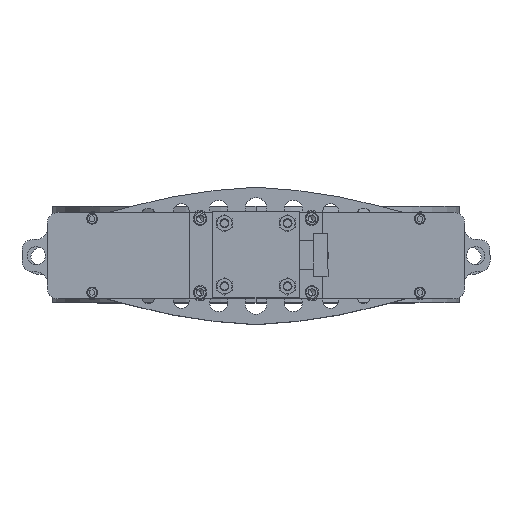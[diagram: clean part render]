
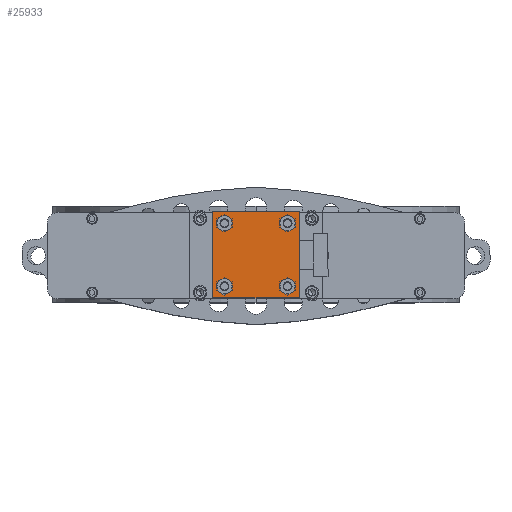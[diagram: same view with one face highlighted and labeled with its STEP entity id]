
A CAD part, top view. The second image highlights one B-rep face of the part: STEP entity #25933.
In plain terms, the highlighted planar face has unit normal (0, 0, 1).
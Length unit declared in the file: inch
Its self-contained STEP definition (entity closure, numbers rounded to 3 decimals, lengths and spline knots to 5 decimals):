
#433 = DIRECTION ( 'NONE',  ( 0., 0., -1. ) ) ;
#489 = DIRECTION ( 'NONE',  ( 0., 0., -1. ) ) ;
#560 = ORIENTED_EDGE ( 'NONE', *, *, #25265, .T. ) ;
#882 = FACE_BOUND ( 'NONE', #21459, .T. ) ;
#1317 = AXIS2_PLACEMENT_3D ( 'NONE', #15961, #20212, #24394 ) ;
#1430 = PLANE ( 'NONE',  #1317 ) ;
#1453 = DIRECTION ( 'NONE',  ( -1., 0., 0. ) ) ;
#1583 = ORIENTED_EDGE ( 'NONE', *, *, #9903, .T. ) ;
#1768 = CARTESIAN_POINT ( 'NONE',  ( 1.5, 2.3, 42. ) ) ;
#2017 = ORIENTED_EDGE ( 'NONE', *, *, #20675, .T. ) ;
#2413 = DIRECTION ( 'NONE',  ( -1., 0., 0. ) ) ;
#2483 = CARTESIAN_POINT ( 'NONE',  ( 1.095, -0.295, 42. ) ) ;
#2576 = AXIS2_PLACEMENT_3D ( 'NONE', #20251, #22567, #22299 ) ;
#2666 = CIRCLE ( 'NONE', #6250, 0.2625 ) ;
#3167 = CARTESIAN_POINT ( 'NONE',  ( 1.5, -0.7, 42. ) ) ;
#3201 = CARTESIAN_POINT ( 'NONE',  ( 1.5, 2.3, 42. ) ) ;
#3275 = LINE ( 'NONE', #16633, #21023 ) ;
#3365 = CARTESIAN_POINT ( 'NONE',  ( -1.3575, 1.895, 42. ) ) ;
#3459 = CARTESIAN_POINT ( 'NONE',  ( -1.095, -0.295, 42. ) ) ;
#4452 = CARTESIAN_POINT ( 'NONE',  ( -1.095, -0.295, 42. ) ) ;
#4954 = EDGE_CURVE ( 'NONE', #18401, #21756, #25964, .T. ) ;
#5085 = DIRECTION ( 'NONE',  ( 1., 0., 0. ) ) ;
#5219 = CARTESIAN_POINT ( 'NONE',  ( -0.8325, -0.295, 42. ) ) ;
#6027 = EDGE_CURVE ( 'NONE', #19291, #25698, #19650, .T. ) ;
#6250 = AXIS2_PLACEMENT_3D ( 'NONE', #12675, #25073, #10631 ) ;
#6311 = ORIENTED_EDGE ( 'NONE', *, *, #21662, .T. ) ;
#6324 = VECTOR ( 'NONE', #7019, 39.37008 ) ;
#6390 = ORIENTED_EDGE ( 'NONE', *, *, #15060, .T. ) ;
#6913 = ORIENTED_EDGE ( 'NONE', *, *, #6027, .T. ) ;
#6979 = AXIS2_PLACEMENT_3D ( 'NONE', #4452, #16810, #2413 ) ;
#7008 = FACE_BOUND ( 'NONE', #20676, .T. ) ;
#7019 = DIRECTION ( 'NONE',  ( 0., -1., 0. ) ) ;
#7171 = DIRECTION ( 'NONE',  ( -1., 0., 0. ) ) ;
#7184 = VECTOR ( 'NONE', #17624, 39.37008 ) ;
#7723 = CIRCLE ( 'NONE', #23199, 0.2625 ) ;
#8990 = ORIENTED_EDGE ( 'NONE', *, *, #4954, .T. ) ;
#9088 = CIRCLE ( 'NONE', #16075, 0.2625 ) ;
#9132 = CARTESIAN_POINT ( 'NONE',  ( 1.3575, 1.895, 42. ) ) ;
#9256 = CARTESIAN_POINT ( 'NONE',  ( -1.5, 2.3, 42. ) ) ;
#9903 = EDGE_CURVE ( 'NONE', #25698, #21513, #3275, .T. ) ;
#9976 = EDGE_CURVE ( 'NONE', #21513, #26416, #17480, .T. ) ;
#10631 = DIRECTION ( 'NONE',  ( -1., 0., 0. ) ) ;
#10764 = CARTESIAN_POINT ( 'NONE',  ( -1.095, 1.895, 42. ) ) ;
#11198 = FACE_BOUND ( 'NONE', #13654, .T. ) ;
#11283 = DIRECTION ( 'NONE',  ( 0., 0., -1. ) ) ;
#11830 = CARTESIAN_POINT ( 'NONE',  ( -0.8325, 1.895, 42. ) ) ;
#12449 = LINE ( 'NONE', #25621, #6324 ) ;
#12675 = CARTESIAN_POINT ( 'NONE',  ( 1.095, 1.895, 42. ) ) ;
#12799 = DIRECTION ( 'NONE',  ( -1., 0., 0. ) ) ;
#13076 = VERTEX_POINT ( 'NONE', #9132 ) ;
#13654 = EDGE_LOOP ( 'NONE', ( #8990, #25349 ) ) ;
#13828 = AXIS2_PLACEMENT_3D ( 'NONE', #21536, #11283, #15305 ) ;
#14036 = DIRECTION ( 'NONE',  ( 0., 0., -1. ) ) ;
#14186 = VECTOR ( 'NONE', #5085, 39.37008 ) ;
#14290 = VERTEX_POINT ( 'NONE', #15288 ) ;
#14514 = ORIENTED_EDGE ( 'NONE', *, *, #24957, .T. ) ;
#14560 = DIRECTION ( 'NONE',  ( 0., 1., 0. ) ) ;
#15060 = EDGE_CURVE ( 'NONE', #25914, #13076, #2666, .T. ) ;
#15288 = CARTESIAN_POINT ( 'NONE',  ( 0.8325, -0.295, 42. ) ) ;
#15305 = DIRECTION ( 'NONE',  ( -1., 0., 0. ) ) ;
#15508 = VERTEX_POINT ( 'NONE', #26697 ) ;
#15801 = DIRECTION ( 'NONE',  ( 0., 0., -1. ) ) ;
#15961 = CARTESIAN_POINT ( 'NONE',  ( 0., 0.8, 42. ) ) ;
#16075 = AXIS2_PLACEMENT_3D ( 'NONE', #24336, #14036, #16096 ) ;
#16096 = DIRECTION ( 'NONE',  ( -1., 0., 0. ) ) ;
#16206 = CIRCLE ( 'NONE', #24373, 0.2625 ) ;
#16633 = CARTESIAN_POINT ( 'NONE',  ( 1.5, -0.7, 42. ) ) ;
#16650 = FACE_BOUND ( 'NONE', #17114, .T. ) ;
#16810 = DIRECTION ( 'NONE',  ( 0., 0., -1. ) ) ;
#17024 = CIRCLE ( 'NONE', #6979, 0.2625 ) ;
#17114 = EDGE_LOOP ( 'NONE', ( #6390, #6311 ) ) ;
#17480 = LINE ( 'NONE', #3201, #7184 ) ;
#17624 = DIRECTION ( 'NONE',  ( -1., 0., 0. ) ) ;
#17674 = AXIS2_PLACEMENT_3D ( 'NONE', #10764, #489, #12799 ) ;
#17865 = EDGE_LOOP ( 'NONE', ( #21970, #2017, #6913, #1583 ) ) ;
#17945 = FACE_OUTER_BOUND ( 'NONE', #17865, .T. ) ;
#18401 = VERTEX_POINT ( 'NONE', #3365 ) ;
#18527 = CARTESIAN_POINT ( 'NONE',  ( -1.5, -0.7, 42. ) ) ;
#18759 = VERTEX_POINT ( 'NONE', #5219 ) ;
#19291 = VERTEX_POINT ( 'NONE', #24691 ) ;
#19650 = LINE ( 'NONE', #18527, #14186 ) ;
#19876 = ORIENTED_EDGE ( 'NONE', *, *, #23107, .T. ) ;
#20212 = DIRECTION ( 'NONE',  ( 0., 0., 1. ) ) ;
#20251 = CARTESIAN_POINT ( 'NONE',  ( 1.095, 1.895, 42. ) ) ;
#20675 = EDGE_CURVE ( 'NONE', #26416, #19291, #12449, .T. ) ;
#20676 = EDGE_LOOP ( 'NONE', ( #560, #14514 ) ) ;
#21023 = VECTOR ( 'NONE', #14560, 39.37008 ) ;
#21389 = EDGE_CURVE ( 'NONE', #15508, #14290, #16206, .T. ) ;
#21459 = EDGE_LOOP ( 'NONE', ( #19876, #24475 ) ) ;
#21513 = VERTEX_POINT ( 'NONE', #1768 ) ;
#21536 = CARTESIAN_POINT ( 'NONE',  ( 1.095, -0.295, 42. ) ) ;
#21662 = EDGE_CURVE ( 'NONE', #13076, #25914, #26281, .T. ) ;
#21756 = VERTEX_POINT ( 'NONE', #11830 ) ;
#21935 = CIRCLE ( 'NONE', #13828, 0.2625 ) ;
#21970 = ORIENTED_EDGE ( 'NONE', *, *, #9976, .T. ) ;
#22299 = DIRECTION ( 'NONE',  ( -1., 0., 0. ) ) ;
#22567 = DIRECTION ( 'NONE',  ( 0., 0., -1. ) ) ;
#22997 = CARTESIAN_POINT ( 'NONE',  ( -1.3575, -0.295, 42. ) ) ;
#23107 = EDGE_CURVE ( 'NONE', #14290, #15508, #21935, .T. ) ;
#23199 = AXIS2_PLACEMENT_3D ( 'NONE', #3459, #15801, #1453 ) ;
#23438 = EDGE_CURVE ( 'NONE', #21756, #18401, #9088, .T. ) ;
#23659 = CARTESIAN_POINT ( 'NONE',  ( 0.8325, 1.895, 42. ) ) ;
#24336 = CARTESIAN_POINT ( 'NONE',  ( -1.095, 1.895, 42. ) ) ;
#24373 = AXIS2_PLACEMENT_3D ( 'NONE', #2483, #433, #7171 ) ;
#24394 = DIRECTION ( 'NONE',  ( 1., 0., 0. ) ) ;
#24475 = ORIENTED_EDGE ( 'NONE', *, *, #21389, .T. ) ;
#24691 = CARTESIAN_POINT ( 'NONE',  ( -1.5, -0.7, 42. ) ) ;
#24957 = EDGE_CURVE ( 'NONE', #18759, #26018, #7723, .T. ) ;
#25073 = DIRECTION ( 'NONE',  ( 0., 0., -1. ) ) ;
#25265 = EDGE_CURVE ( 'NONE', #26018, #18759, #17024, .T. ) ;
#25349 = ORIENTED_EDGE ( 'NONE', *, *, #23438, .T. ) ;
#25621 = CARTESIAN_POINT ( 'NONE',  ( -1.5, 2.3, 42. ) ) ;
#25698 = VERTEX_POINT ( 'NONE', #3167 ) ;
#25914 = VERTEX_POINT ( 'NONE', #23659 ) ;
#25933 = ADVANCED_FACE ( 'NONE', ( #17945, #16650, #882, #7008, #11198 ), #1430, .T. ) ;
#25964 = CIRCLE ( 'NONE', #17674, 0.2625 ) ;
#26018 = VERTEX_POINT ( 'NONE', #22997 ) ;
#26281 = CIRCLE ( 'NONE', #2576, 0.2625 ) ;
#26416 = VERTEX_POINT ( 'NONE', #9256 ) ;
#26697 = CARTESIAN_POINT ( 'NONE',  ( 1.3575, -0.295, 42. ) ) ;
